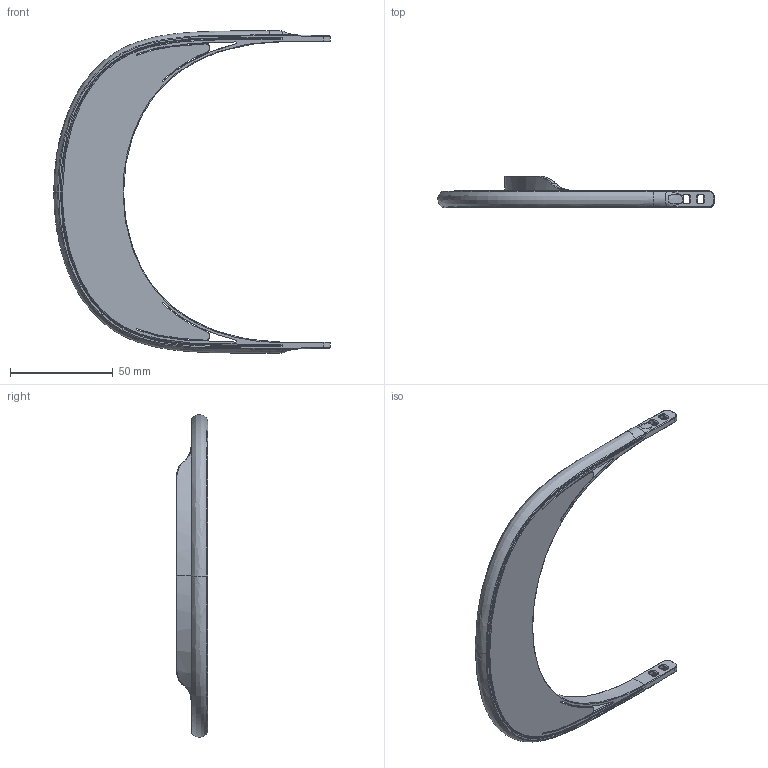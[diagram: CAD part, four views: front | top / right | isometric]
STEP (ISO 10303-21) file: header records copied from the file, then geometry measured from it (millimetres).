
FILE_DESCRIPTION(/* description */ (''),/* implementation_level */ '2;1');
FILE_NAME(/* name */ 'Visera Fija Plana v0.5 STEP.step',/* time_stamp */ '2020-03-23T22:44:03+00:00',/* author */ (''),/* organization */ (''),/* preprocessor_version */ 'ST-DEVELOPER v18',/* originating_system */ 'Autodesk Translation Framework v8.12.0.6',/* authorisation */ '');
FILE_SCHEMA (('AUTOMOTIVE_DESIGN { 1 0 10303 214 3 1 1 }'));
Length unit declared in the file: millimetre
Products named in the file (1): Visera Fija Plana v0.5
Bounding box: 134.29 x 15.2 x 156.81 mm (x, y, z)
Volume: 17228.8 mm3; surface area: 27143 mm2
Topology: 1 solids, 1 shells, 310 faces, 840 edges, 528 vertices
Faces by surface type: bspline 248, plane 54, cylinder 8
Entity records: 22466 total; most frequent: CARTESIAN_POINT 16332, ORIENTED_EDGE 1680, EDGE_CURVE 840, DIRECTION 582, VERTEX_POINT 528, B_SPLINE_CURVE_WITH_KNOTS 489, EDGE_LOOP 320, FACE_OUTER_BOUND 310
